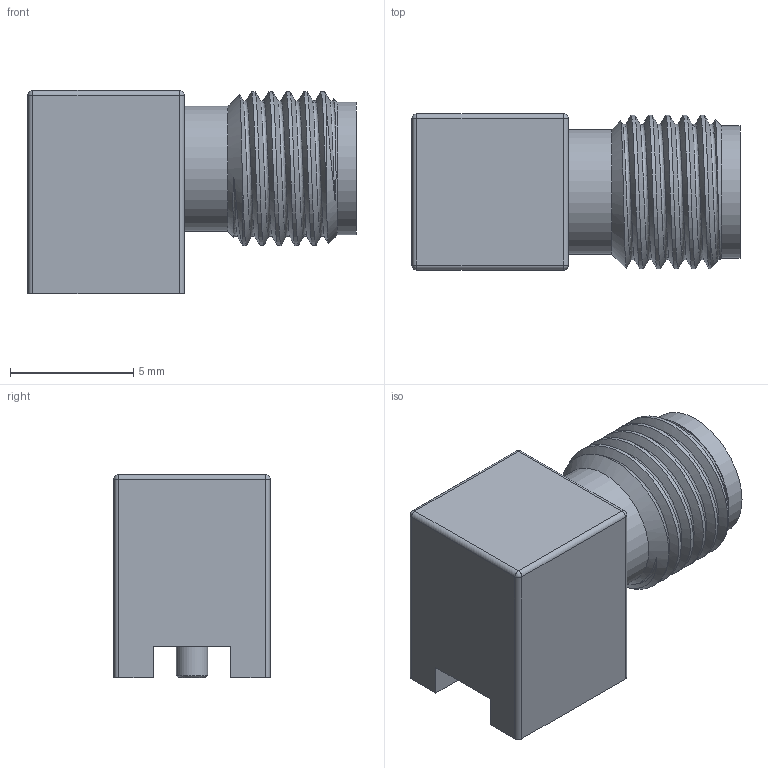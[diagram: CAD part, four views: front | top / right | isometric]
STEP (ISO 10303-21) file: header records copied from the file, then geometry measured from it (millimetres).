
FILE_DESCRIPTION(/* description */ (''),/* implementation_level */ '2;1');
FILE_NAME(/* name */ 'Johson_SMA_142-0711-301.step',/* time_stamp */ '2021-12-23T14:08:16+01:00',/* author */ (''),/* organization */ (''),/* preprocessor_version */ 'ST-DEVELOPER v18.1',/* originating_system */ 'Autodesk Translation Framework v10.10.0.1391',/* authorisation */ '');
FILE_SCHEMA (('AUTOMOTIVE_DESIGN { 1 0 10303 214 3 1 1 }'));
Length unit declared in the file: metre
Products named in the file (1): 142-0711-301
Bounding box: 13.34 x 6.35 x 8.26 mm (x, y, z)
Volume: 434.7 mm3; surface area: 517.4 mm2
Topology: 1 solids, 1 shells, 55 faces, 130 edges, 82 vertices
Faces by surface type: cylinder 22, plane 19, cone 7, sphere 4, bspline 3
Full cylindrical faces by diameter (mm): 0.991 x1, 1.27 x1, 1.346 x1, 4.115 x1, 4.191 x1, 4.674 x1, 5.08 x1, 5.385 x1, 6.257 x4
Entity records: 2820 total; most frequent: CARTESIAN_POINT 1548, ORIENTED_EDGE 258, DIRECTION 254, EDGE_CURVE 129, AXIS2_PLACEMENT_3D 98, VERTEX_POINT 82, EDGE_LOOP 61, LINE 58
